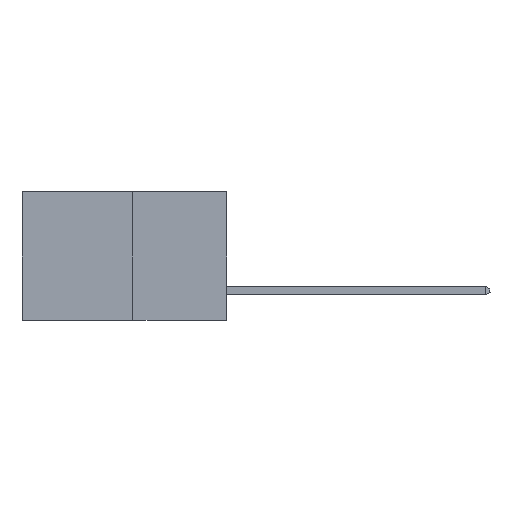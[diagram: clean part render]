
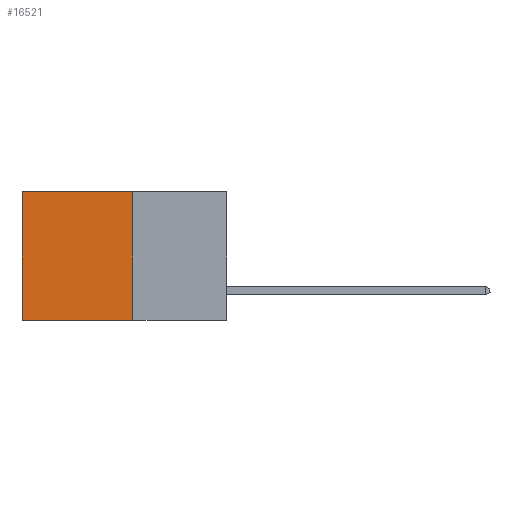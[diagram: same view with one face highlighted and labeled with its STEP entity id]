
A CAD part, left-side view. The second image highlights one B-rep face of the part: STEP entity #16521.
In plain terms, the highlighted planar face has unit normal (-1, 0, 0).
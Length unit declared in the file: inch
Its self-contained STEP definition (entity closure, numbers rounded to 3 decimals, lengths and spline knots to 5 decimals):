
#1038 = EDGE_CURVE ( 'NONE', #23900, #7598, #17260, .T. ) ;
#1668 = DIRECTION ( 'NONE',  ( 1., 0., 0. ) ) ;
#1798 = VECTOR ( 'NONE', #17584, 39.37008 ) ;
#3278 = ORIENTED_EDGE ( 'NONE', *, *, #18747, .F. ) ;
#3633 = LINE ( 'NONE', #13466, #17888 ) ;
#7598 = VERTEX_POINT ( 'NONE', #8488 ) ;
#8488 = CARTESIAN_POINT ( 'NONE',  ( 0.277, 0.59, 0. ) ) ;
#9025 = CARTESIAN_POINT ( 'NONE',  ( 0.277, 0.27, -0.37 ) ) ;
#9616 = LINE ( 'NONE', #17494, #13939 ) ;
#9636 = EDGE_CURVE ( 'NONE', #7598, #22606, #3633, .T. ) ;
#9953 = VECTOR ( 'NONE', #10923, 39.37008 ) ;
#10923 = DIRECTION ( 'NONE',  ( 0., 0., -1. ) ) ;
#11173 = VERTEX_POINT ( 'NONE', #9025 ) ;
#11499 = EDGE_CURVE ( 'NONE', #23900, #11173, #24082, .T. ) ;
#12858 = CARTESIAN_POINT ( 'NONE',  ( 0.277, 0.27, -0.37 ) ) ;
#13311 = DIRECTION ( 'NONE',  ( 0., 0., -1. ) ) ;
#13466 = CARTESIAN_POINT ( 'NONE',  ( 0.277, 0.59, -0.37 ) ) ;
#13939 = VECTOR ( 'NONE', #19335, 39.37008 ) ;
#14712 = DIRECTION ( 'NONE',  ( 0., 0., -1. ) ) ;
#15101 = EDGE_LOOP ( 'NONE', ( #16447, #3278, #21957, #17098 ) ) ;
#15567 = CARTESIAN_POINT ( 'NONE',  ( 0.277, 0.27, 0. ) ) ;
#16447 = ORIENTED_EDGE ( 'NONE', *, *, #9636, .T. ) ;
#16457 = CARTESIAN_POINT ( 'NONE',  ( 0.277, 0.27, -0.37 ) ) ;
#16521 = ADVANCED_FACE ( 'NONE', ( #23938 ), #22077, .F. ) ;
#17098 = ORIENTED_EDGE ( 'NONE', *, *, #1038, .T. ) ;
#17260 = LINE ( 'NONE', #17355, #1798 ) ;
#17355 = CARTESIAN_POINT ( 'NONE',  ( 0.277, 0.27, 0. ) ) ;
#17494 = CARTESIAN_POINT ( 'NONE',  ( 0.277, 0.27, -0.37 ) ) ;
#17584 = DIRECTION ( 'NONE',  ( 0., 1., 0. ) ) ;
#17888 = VECTOR ( 'NONE', #13311, 39.37008 ) ;
#18747 = EDGE_CURVE ( 'NONE', #11173, #22606, #9616, .T. ) ;
#19335 = DIRECTION ( 'NONE',  ( 0., 1., 0. ) ) ;
#19759 = CARTESIAN_POINT ( 'NONE',  ( 0.277, 0.59, -0.37 ) ) ;
#20367 = AXIS2_PLACEMENT_3D ( 'NONE', #12858, #1668, #14712 ) ;
#21957 = ORIENTED_EDGE ( 'NONE', *, *, #11499, .F. ) ;
#22077 = PLANE ( 'NONE',  #20367 ) ;
#22606 = VERTEX_POINT ( 'NONE', #19759 ) ;
#23900 = VERTEX_POINT ( 'NONE', #15567 ) ;
#23938 = FACE_OUTER_BOUND ( 'NONE', #15101, .T. ) ;
#24082 = LINE ( 'NONE', #16457, #9953 ) ;
